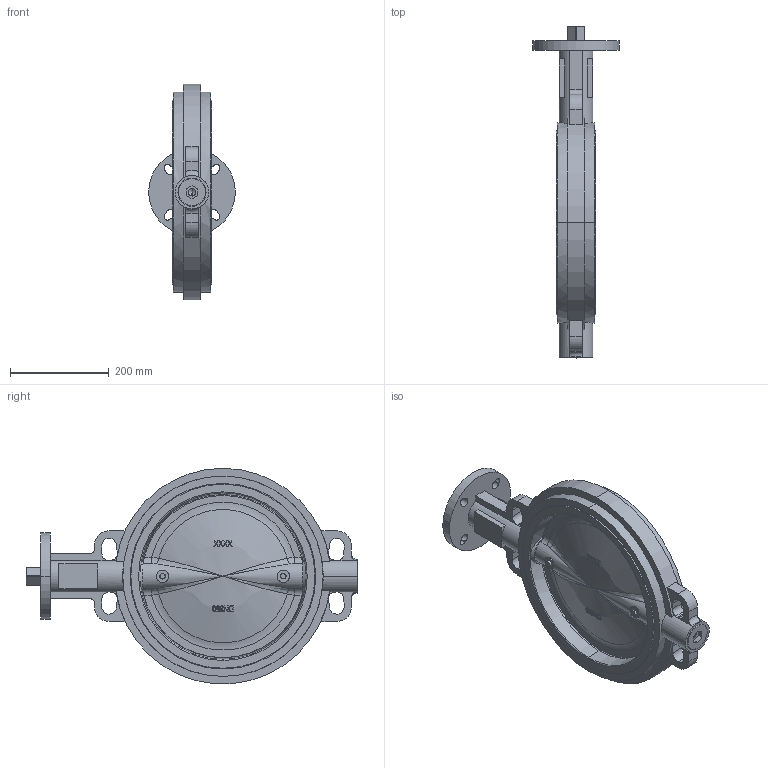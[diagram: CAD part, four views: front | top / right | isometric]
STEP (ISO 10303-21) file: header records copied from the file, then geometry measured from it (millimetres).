
FILE_DESCRIPTION (( 'STEP AP203' ), '1' );
FILE_NAME ('DN350評概蚾饜极.STEP', '2024-08-16T02:55:37', ( '' ), ( '' ), 'SwSTEP 2.0', 'SolidWorks 2018', '' );
FILE_SCHEMA (( 'CONFIG_CONTROL_DESIGN' ));
Length unit declared in the file: millimetre
Products named in the file (3): 概极; DN350む坻錨窒璃; DN350評概蚾饜极
Assembly tree (2 placements, depth 2):
  DN350評概蚾饜极
    DN350む坻錨窒璃
    概极
Bounding box: 175 x 671 x 435.22 mm (x, y, z)
Volume: 8103050.4 mm3; surface area: 1033469.6 mm2
Topology: 15 solids, 15 shells, 693 faces, 1721 edges, 1086 vertices
Faces by surface type: plane 218, cylinder 190, bspline 158, cone 76, torus 29, sphere 22
Entity records: 34780 total; most frequent: CARTESIAN_POINT 18878, ORIENTED_EDGE 3406, DIRECTION 2961, EDGE_CURVE 1703, AXIS2_PLACEMENT_3D 1177, VERTEX_POINT 1086, EDGE_LOOP 785, FACE_OUTER_BOUND 693
